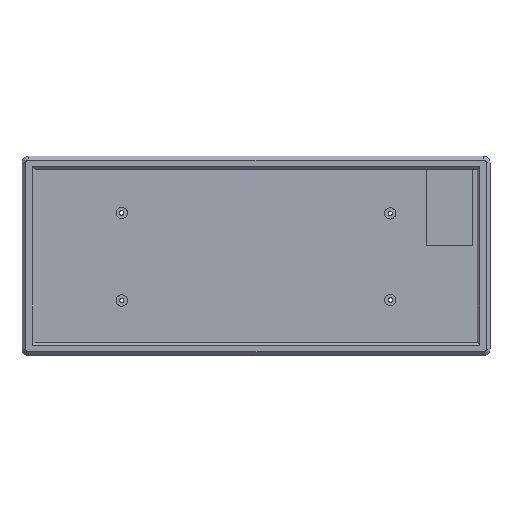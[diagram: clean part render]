
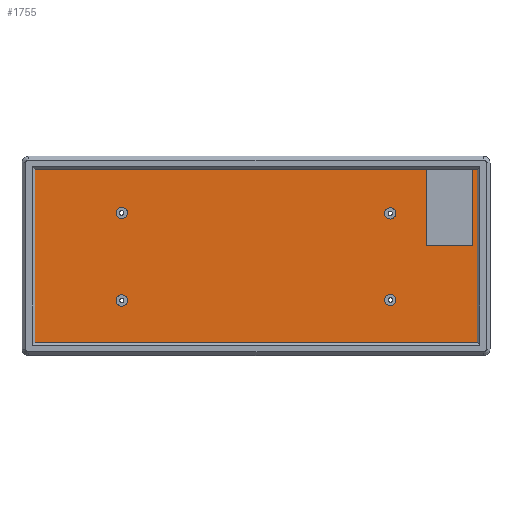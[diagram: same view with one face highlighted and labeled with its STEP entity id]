
A CAD part, top view. The second image highlights one B-rep face of the part: STEP entity #1755.
In plain terms, the highlighted planar face has unit normal (0, 0, 1).
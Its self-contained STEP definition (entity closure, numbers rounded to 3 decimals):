
#80=FACE_BOUND('',#362,.T.);
#81=FACE_BOUND('',#363,.T.);
#82=FACE_BOUND('',#364,.T.);
#83=FACE_BOUND('',#365,.T.);
#126=PLANE('',#1979);
#234=FACE_OUTER_BOUND('',#361,.T.);
#361=EDGE_LOOP('',(#1586,#1587,#1588,#1589,#1590,#1591,#1592,#1593));
#362=EDGE_LOOP('',(#1594));
#363=EDGE_LOOP('',(#1595));
#364=EDGE_LOOP('',(#1596));
#365=EDGE_LOOP('',(#1597));
#438=LINE('',#2888,#561);
#441=LINE('',#2893,#564);
#466=LINE('',#3254,#589);
#469=LINE('',#3259,#592);
#484=LINE('',#3451,#607);
#487=LINE('',#3455,#610);
#489=LINE('',#3458,#612);
#490=LINE('',#3460,#613);
#561=VECTOR('',#2330,10.);
#564=VECTOR('',#2335,10.);
#589=VECTOR('',#2442,10.);
#592=VECTOR('',#2445,10.);
#607=VECTOR('',#2510,10.);
#610=VECTOR('',#2515,10.);
#612=VECTOR('',#2519,10.);
#613=VECTOR('',#2522,10.);
#622=CIRCLE('',#1789,2.5);
#625=CIRCLE('',#1794,2.5);
#628=CIRCLE('',#1799,2.5);
#631=CIRCLE('',#1804,2.5);
#720=VERTEX_POINT('',#2557);
#723=VERTEX_POINT('',#2566);
#726=VERTEX_POINT('',#2575);
#729=VERTEX_POINT('',#2584);
#814=VERTEX_POINT('',#2885);
#815=VERTEX_POINT('',#2887);
#816=VERTEX_POINT('',#2891);
#855=VERTEX_POINT('',#3253);
#856=VERTEX_POINT('',#3256);
#857=VERTEX_POINT('',#3258);
#864=VERTEX_POINT('',#3448);
#865=VERTEX_POINT('',#3450);
#878=EDGE_CURVE('',#720,#720,#622,.T.);
#882=EDGE_CURVE('',#723,#723,#625,.T.);
#886=EDGE_CURVE('',#726,#726,#628,.T.);
#890=EDGE_CURVE('',#729,#729,#631,.T.);
#1020=EDGE_CURVE('',#814,#815,#438,.T.);
#1023=EDGE_CURVE('',#816,#814,#441,.T.);
#1076=EDGE_CURVE('',#815,#855,#466,.T.);
#1079=EDGE_CURVE('',#856,#857,#469,.T.);
#1106=EDGE_CURVE('',#865,#864,#484,.T.);
#1109=EDGE_CURVE('',#856,#865,#487,.T.);
#1111=EDGE_CURVE('',#864,#855,#489,.T.);
#1112=EDGE_CURVE('',#857,#816,#490,.F.);
#1586=ORIENTED_EDGE('',*,*,#1111,.T.);
#1587=ORIENTED_EDGE('',*,*,#1076,.F.);
#1588=ORIENTED_EDGE('',*,*,#1020,.F.);
#1589=ORIENTED_EDGE('',*,*,#1023,.F.);
#1590=ORIENTED_EDGE('',*,*,#1112,.F.);
#1591=ORIENTED_EDGE('',*,*,#1079,.F.);
#1592=ORIENTED_EDGE('',*,*,#1109,.T.);
#1593=ORIENTED_EDGE('',*,*,#1106,.T.);
#1594=ORIENTED_EDGE('',*,*,#878,.T.);
#1595=ORIENTED_EDGE('',*,*,#882,.T.);
#1596=ORIENTED_EDGE('',*,*,#886,.T.);
#1597=ORIENTED_EDGE('',*,*,#890,.T.);
#1755=ADVANCED_FACE('',(#234,#80,#81,#82,#83),#126,.T.);
#1789=AXIS2_PLACEMENT_3D('',#2558,#2022,#2023);
#1794=AXIS2_PLACEMENT_3D('',#2567,#2033,#2034);
#1799=AXIS2_PLACEMENT_3D('',#2576,#2044,#2045);
#1804=AXIS2_PLACEMENT_3D('',#2585,#2055,#2056);
#1979=AXIS2_PLACEMENT_3D('',#3459,#2520,#2521);
#2022=DIRECTION('center_axis',(0.,0.,-1.));
#2023=DIRECTION('ref_axis',(-1.,0.,0.));
#2033=DIRECTION('center_axis',(0.,0.,-1.));
#2034=DIRECTION('ref_axis',(-1.,0.,0.));
#2044=DIRECTION('center_axis',(0.,0.,-1.));
#2045=DIRECTION('ref_axis',(-1.,0.,0.));
#2055=DIRECTION('center_axis',(0.,0.,-1.));
#2056=DIRECTION('ref_axis',(-1.,0.,0.));
#2330=DIRECTION('',(0.,1.,0.));
#2335=DIRECTION('',(-1.,0.,0.));
#2442=DIRECTION('',(1.,0.,0.));
#2445=DIRECTION('',(1.,0.,0.));
#2510=DIRECTION('',(-1.,0.,0.));
#2515=DIRECTION('',(0.,-1.,0.));
#2519=DIRECTION('',(0.,1.,0.));
#2520=DIRECTION('center_axis',(0.,0.,1.));
#2521=DIRECTION('ref_axis',(1.,0.,0.));
#2522=DIRECTION('',(0.,1.,0.));
#2557=CARTESIAN_POINT('',(94.7,-107.,-8.4));
#2558=CARTESIAN_POINT('Origin',(92.2,-107.,-8.4));
#2566=CARTESIAN_POINT('',(213.7,-68.4,-8.4));
#2567=CARTESIAN_POINT('Origin',(211.2,-68.4,-8.4));
#2575=CARTESIAN_POINT('',(94.7,-68.2,-8.4));
#2576=CARTESIAN_POINT('Origin',(92.2,-68.2,-8.4));
#2584=CARTESIAN_POINT('',(213.7,-106.8,-8.4));
#2585=CARTESIAN_POINT('Origin',(211.2,-106.8,-8.4));
#2885=CARTESIAN_POINT('',(53.7,-125.78,-8.4));
#2887=CARTESIAN_POINT('',(53.7,-48.83,-8.4));
#2888=CARTESIAN_POINT('',(53.7,-106.63,-8.4));
#2891=CARTESIAN_POINT('',(249.7,-125.78,-8.4));
#2893=CARTESIAN_POINT('',(200.831,-125.78,-8.4));
#3253=CARTESIAN_POINT('',(227.199,-48.83,-8.4));
#3254=CARTESIAN_POINT('',(102.656,-48.83,-8.4));
#3256=CARTESIAN_POINT('',(247.65,-48.83,-8.4));
#3258=CARTESIAN_POINT('',(249.7,-48.83,-8.4));
#3259=CARTESIAN_POINT('',(102.656,-48.83,-8.4));
#3448=CARTESIAN_POINT('',(227.199,-82.769,-8.4));
#3450=CARTESIAN_POINT('',(247.65,-82.769,-8.4));
#3451=CARTESIAN_POINT('',(247.65,-82.769,-8.4));
#3455=CARTESIAN_POINT('',(247.65,-48.83,-8.4));
#3458=CARTESIAN_POINT('',(227.199,-82.769,-8.4));
#3459=CARTESIAN_POINT('Origin',(151.788,-87.305,-8.4));
#3460=CARTESIAN_POINT('',(249.7,-67.98,-8.4));
